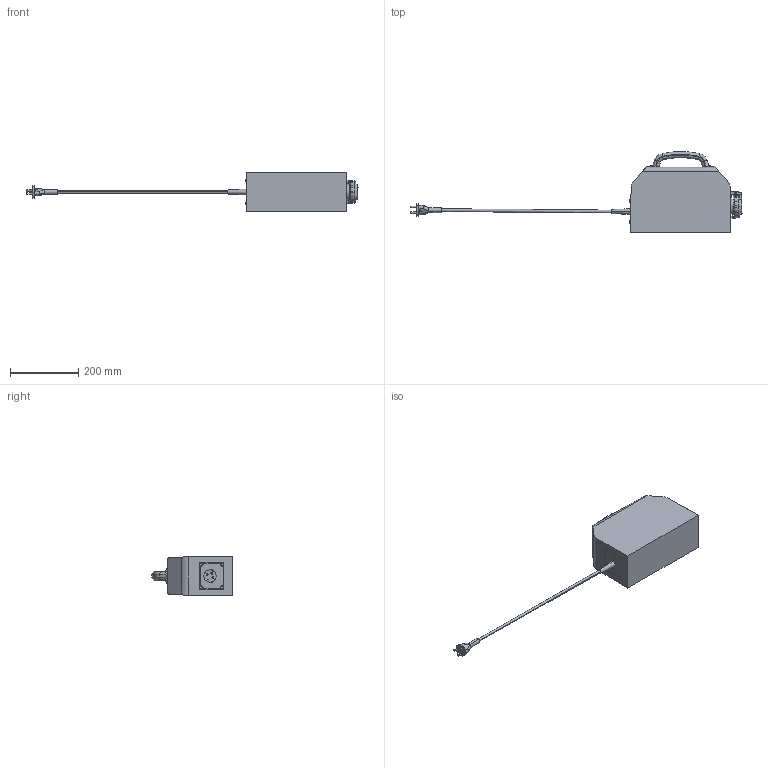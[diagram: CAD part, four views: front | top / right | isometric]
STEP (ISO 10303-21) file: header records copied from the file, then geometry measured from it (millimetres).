
FILE_DESCRIPTION (( 'STEP AP214' ), '1' );
FILE_NAME ('866432.STEP', '2024-08-13T07:47:12', ( '' ), ( '' ), 'SwSTEP 2.0', 'SolidWorks 2022', '' );
FILE_SCHEMA (( 'AUTOMOTIVE_DESIGN' ));
Length unit declared in the file: millimetre
Products named in the file (1): 866432
Bounding box: 971.61 x 235.35 x 115 mm (x, y, z)
Volume: 6191163.6 mm3; surface area: 256337.2 mm2
Topology: 1 solids, 3 shells, 492 faces, 1224 edges, 764 vertices
Faces by surface type: cylinder 213, plane 161, torus 45, bspline 38, sphere 19, cone 16
Entity records: 18196 total; most frequent: CARTESIAN_POINT 7116, ORIENTED_EDGE 2424, DIRECTION 2166, EDGE_CURVE 1212, AXIS2_PLACEMENT_3D 838, VERTEX_POINT 760, EDGE_LOOP 536, FACE_OUTER_BOUND 492
